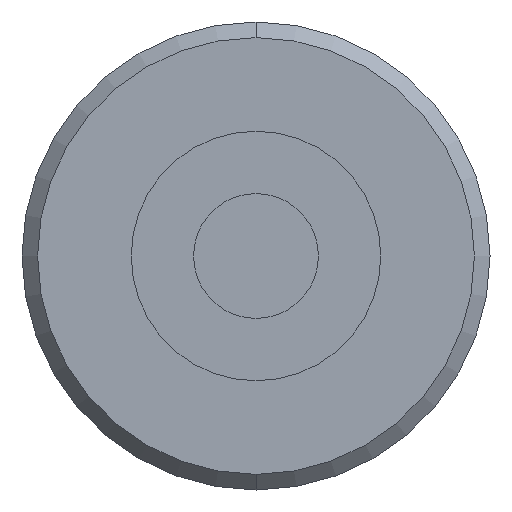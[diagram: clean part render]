
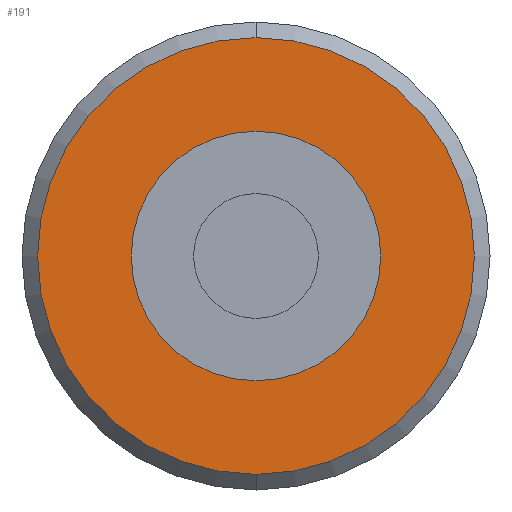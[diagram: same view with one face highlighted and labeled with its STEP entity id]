
A CAD part, front view. The second image highlights one B-rep face of the part: STEP entity #191.
In plain terms, the highlighted planar face has unit normal (0, -1, 0).
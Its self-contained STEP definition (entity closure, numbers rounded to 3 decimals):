
#18 = AXIS2_PLACEMENT_3D ( 'NONE', #165, #431, #269 ) ;
#22 = PLANE ( 'NONE',  #371 ) ;
#26 = CIRCLE ( 'NONE', #298, 14. ) ;
#35 = DIRECTION ( 'NONE',  ( 0., -1., 0. ) ) ;
#69 = ORIENTED_EDGE ( 'NONE', *, *, #378, .T. ) ;
#75 = EDGE_CURVE ( 'NONE', #215, #360, #26, .T. ) ;
#111 = VERTEX_POINT ( 'NONE', #286 ) ;
#119 = ORIENTED_EDGE ( 'NONE', *, *, #324, .T. ) ;
#131 = FACE_BOUND ( 'NONE', #327, .T. ) ;
#142 = EDGE_LOOP ( 'NONE', ( #241, #69 ) ) ;
#150 = FACE_OUTER_BOUND ( 'NONE', #142, .T. ) ;
#165 = CARTESIAN_POINT ( 'NONE',  ( 0., -6., 0. ) ) ;
#166 = DIRECTION ( 'NONE',  ( 0., 1., 0. ) ) ;
#169 = DIRECTION ( 'NONE',  ( 0., 0., 1. ) ) ;
#173 = CARTESIAN_POINT ( 'NONE',  ( 0., -6., 0. ) ) ;
#191 = ADVANCED_FACE ( 'NONE', ( #150, #131 ), #22, .F. ) ;
#209 = DIRECTION ( 'NONE',  ( 0., 0., 1. ) ) ;
#215 = VERTEX_POINT ( 'NONE', #422 ) ;
#216 = AXIS2_PLACEMENT_3D ( 'NONE', #173, #35, #209 ) ;
#225 = DIRECTION ( 'NONE',  ( 0., 0., 1. ) ) ;
#237 = CARTESIAN_POINT ( 'NONE',  ( 0., -6., 0. ) ) ;
#241 = ORIENTED_EDGE ( 'NONE', *, *, #75, .T. ) ;
#254 = CIRCLE ( 'NONE', #216, 14. ) ;
#269 = DIRECTION ( 'NONE',  ( 0., 0., 1. ) ) ;
#279 = CIRCLE ( 'NONE', #18, 8. ) ;
#283 = CIRCLE ( 'NONE', #341, 8. ) ;
#286 = CARTESIAN_POINT ( 'NONE',  ( 0., -6., 8. ) ) ;
#298 = AXIS2_PLACEMENT_3D ( 'NONE', #325, #321, #383 ) ;
#321 = DIRECTION ( 'NONE',  ( 0., -1., 0. ) ) ;
#323 = DIRECTION ( 'NONE',  ( 0., 1., 0. ) ) ;
#324 = EDGE_CURVE ( 'NONE', #326, #111, #279, .T. ) ;
#325 = CARTESIAN_POINT ( 'NONE',  ( 0., -6., 0. ) ) ;
#326 = VERTEX_POINT ( 'NONE', #396 ) ;
#327 = EDGE_LOOP ( 'NONE', ( #432, #119 ) ) ;
#341 = AXIS2_PLACEMENT_3D ( 'NONE', #237, #166, #169 ) ;
#346 = EDGE_CURVE ( 'NONE', #111, #326, #283, .T. ) ;
#360 = VERTEX_POINT ( 'NONE', #433 ) ;
#371 = AXIS2_PLACEMENT_3D ( 'NONE', #419, #323, #225 ) ;
#378 = EDGE_CURVE ( 'NONE', #360, #215, #254, .T. ) ;
#383 = DIRECTION ( 'NONE',  ( 0., 0., 1. ) ) ;
#396 = CARTESIAN_POINT ( 'NONE',  ( 0., -6., -8. ) ) ;
#419 = CARTESIAN_POINT ( 'NONE',  ( 15., -6., 0. ) ) ;
#422 = CARTESIAN_POINT ( 'NONE',  ( 0., -6., 14. ) ) ;
#431 = DIRECTION ( 'NONE',  ( 0., 1., 0. ) ) ;
#432 = ORIENTED_EDGE ( 'NONE', *, *, #346, .T. ) ;
#433 = CARTESIAN_POINT ( 'NONE',  ( 0., -6., -14. ) ) ;
